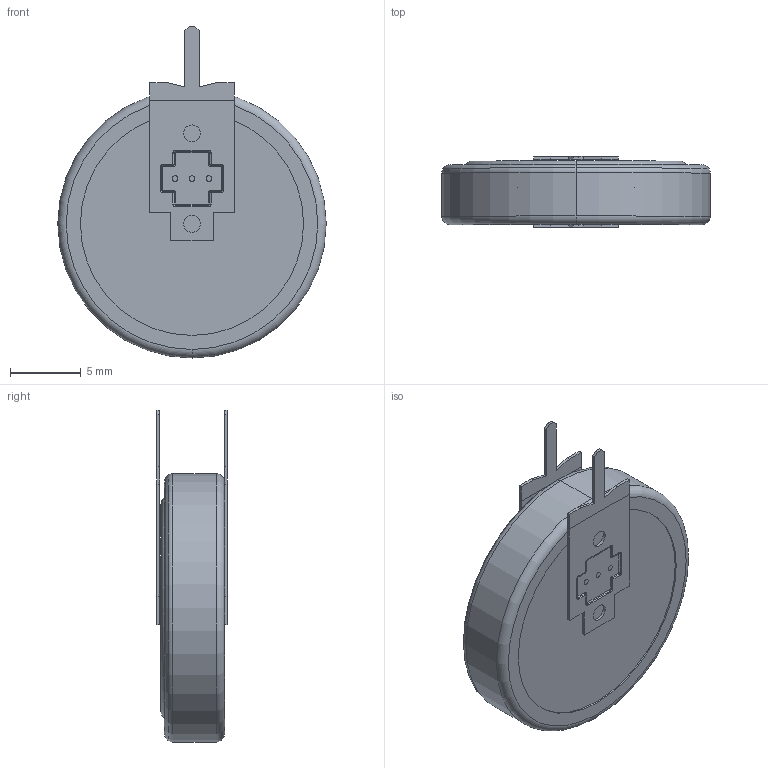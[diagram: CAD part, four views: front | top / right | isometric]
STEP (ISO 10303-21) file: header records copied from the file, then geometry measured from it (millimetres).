
FILE_DESCRIPTION (( 'STEP AP214' ), '1' );
FILE_NAME ('KR-5R5V105_155-R.STEP', '2015-08-19T07:12:50', ( '' ), ( '' ), 'SwSTEP 2.0', 'SolidWorks 2013', '' );
FILE_SCHEMA (( 'AUTOMOTIVE_DESIGN' ));
Length unit declared in the file: millimetre
Products named in the file (1): KR-5R5V105_155-R
Bounding box: 19 x 5.01 x 23.5 mm (x, y, z)
Surface area: 1244.9 mm2 (no closed solid volume)
Topology: 0 solids, 7 shells, 162 faces, 422 edges, 276 vertices
Faces by surface type: cylinder 60, plane 60, torus 34, cone 4, sphere 4
Entity records: 6799 total; most frequent: DIRECTION 946, CARTESIAN_POINT 857, ORIENTED_EDGE 792, EDGE_CURVE 418, AXIS2_PLACEMENT_3D 365, VERTEX_POINT 276, VECTOR 216, LINE 216
